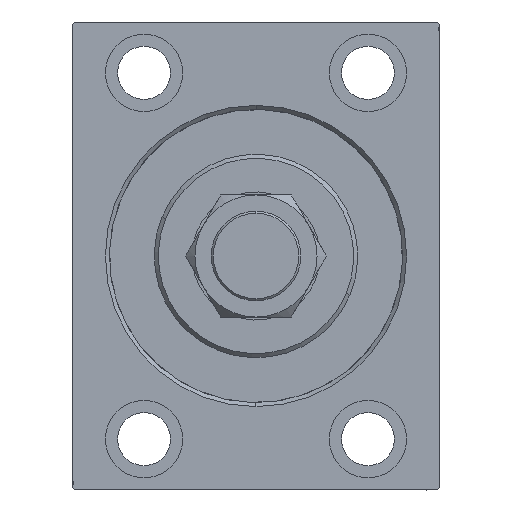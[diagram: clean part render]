
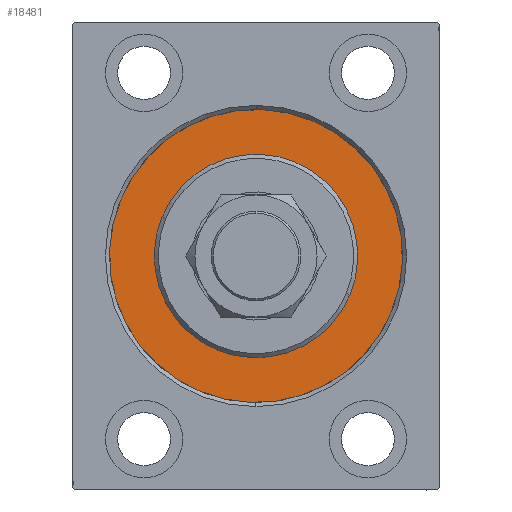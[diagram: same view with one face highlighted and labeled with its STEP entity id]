
A CAD part, left-side view. The second image highlights one B-rep face of the part: STEP entity #18481.
In plain terms, the highlighted face is planar.
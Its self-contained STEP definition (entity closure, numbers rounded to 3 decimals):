
#441 = DIRECTION ( 'NONE',  ( 1., 0., 0. ) ) ;
#2290 = AXIS2_PLACEMENT_3D ( 'NONE', #18178, #25080, #28535 ) ;
#3623 = VERTEX_POINT ( 'NONE', #36303 ) ;
#3935 = DIRECTION ( 'NONE',  ( -1., 0., 0. ) ) ;
#4532 = ORIENTED_EDGE ( 'NONE', *, *, #6437, .F. ) ;
#5774 = CARTESIAN_POINT ( 'NONE',  ( 0., 0., -25. ) ) ;
#6422 = EDGE_LOOP ( 'NONE', ( #4532, #31370 ) ) ;
#6437 = EDGE_CURVE ( 'NONE', #3623, #16730, #44360, .T. ) ;
#6579 = AXIS2_PLACEMENT_3D ( 'NONE', #15598, #33125, #15830 ) ;
#8048 = ORIENTED_EDGE ( 'NONE', *, *, #43486, .F. ) ;
#8417 = CIRCLE ( 'NONE', #22505, 36. ) ;
#8878 = ORIENTED_EDGE ( 'NONE', *, *, #30793, .F. ) ;
#10626 = DIRECTION ( 'NONE',  ( 0., 0., 1. ) ) ;
#11503 = CARTESIAN_POINT ( 'NONE',  ( 0., 0., 0. ) ) ;
#13212 = DIRECTION ( 'NONE',  ( 0., 0., 1. ) ) ;
#14066 = PLANE ( 'NONE',  #43207 ) ;
#15598 = CARTESIAN_POINT ( 'NONE',  ( 0., 0., 0. ) ) ;
#15830 = DIRECTION ( 'NONE',  ( 0., 0., -1. ) ) ;
#16730 = VERTEX_POINT ( 'NONE', #5774 ) ;
#16902 = CARTESIAN_POINT ( 'NONE',  ( 0., 0., 0. ) ) ;
#18178 = CARTESIAN_POINT ( 'NONE',  ( 0., 0., 0. ) ) ;
#18481 = ADVANCED_FACE ( 'NONE', ( #38750, #35278 ), #14066, .F. ) ;
#22505 = AXIS2_PLACEMENT_3D ( 'NONE', #16902, #44813, #13212 ) ;
#23137 = EDGE_CURVE ( 'NONE', #16730, #3623, #26445, .T. ) ;
#23894 = CARTESIAN_POINT ( 'NONE',  ( 0., 0., 36. ) ) ;
#25080 = DIRECTION ( 'NONE',  ( -1., 0., 0. ) ) ;
#26445 = CIRCLE ( 'NONE', #6579, 25. ) ;
#28134 = CARTESIAN_POINT ( 'NONE',  ( 0., 0., 0. ) ) ;
#28535 = DIRECTION ( 'NONE',  ( 0., 0., 1. ) ) ;
#29010 = DIRECTION ( 'NONE',  ( 0., 0., -1. ) ) ;
#30793 = EDGE_CURVE ( 'NONE', #40845, #41938, #42803, .T. ) ;
#31370 = ORIENTED_EDGE ( 'NONE', *, *, #23137, .F. ) ;
#33125 = DIRECTION ( 'NONE',  ( 1., 0., 0. ) ) ;
#33498 = CARTESIAN_POINT ( 'NONE',  ( 0., 0., -36. ) ) ;
#34993 = EDGE_LOOP ( 'NONE', ( #8048, #8878 ) ) ;
#35278 = FACE_OUTER_BOUND ( 'NONE', #34993, .T. ) ;
#36260 = AXIS2_PLACEMENT_3D ( 'NONE', #11503, #441, #29010 ) ;
#36303 = CARTESIAN_POINT ( 'NONE',  ( 0., 0., 25. ) ) ;
#38750 = FACE_BOUND ( 'NONE', #6422, .T. ) ;
#40845 = VERTEX_POINT ( 'NONE', #23894 ) ;
#41938 = VERTEX_POINT ( 'NONE', #33498 ) ;
#42803 = CIRCLE ( 'NONE', #2290, 36. ) ;
#43207 = AXIS2_PLACEMENT_3D ( 'NONE', #28134, #3935, #10626 ) ;
#43486 = EDGE_CURVE ( 'NONE', #41938, #40845, #8417, .T. ) ;
#44360 = CIRCLE ( 'NONE', #36260, 25. ) ;
#44813 = DIRECTION ( 'NONE',  ( -1., 0., 0. ) ) ;
